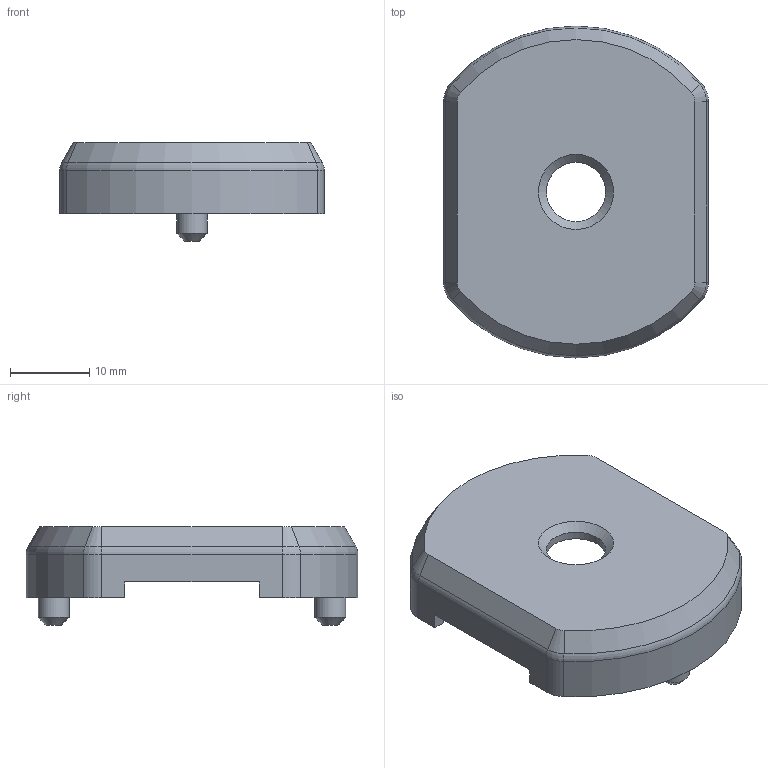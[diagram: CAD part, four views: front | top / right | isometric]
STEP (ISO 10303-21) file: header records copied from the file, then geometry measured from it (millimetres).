
FILE_DESCRIPTION(/* description */ ('STEP AP242','CAx-IF Rec.Pracs.---Representation and Presentation of Product Manufacturing Information (PMI)---4.0---2014-10-13','CAx-IF Rec.Pracs.---3D Tessellated Geometry---0.4---2014-09-14','2;1'),/* implementation_level */ '2;1');
FILE_NAME(/* name */ '627af7aff4a2fa0cc7d8759b',/* time_stamp */ '2022-05-10T23:39:27+00:00',/* author */ (''),/* organization */ (''),/* preprocessor_version */ 'ST-DEVELOPER v18.101',/* originating_system */ ' ',/* authorisation */ ' ');
FILE_SCHEMA (('AP242_MANAGED_MODEL_BASED_3D_ENGINEERING_MIM_LF { 1 0 10303 442 1 1 4 }'));
Length unit declared in the file: metre
Products named in the file (1): Camera
Bounding box: 33.5 x 42 x 12.5 mm (x, y, z)
Volume: 3820.3 mm3; surface area: 4459.1 mm2
Topology: 1 solids, 1 shells, 122 faces, 318 edges, 202 vertices
Faces by surface type: plane 54, cylinder 39, cone 23, torus 6
Full cylindrical faces by diameter (mm): 1.8 x2, 3.9 x2, 7.5 x1
Entity records: 3706 total; most frequent: CARTESIAN_POINT 675, DIRECTION 652, ORIENTED_EDGE 610, EDGE_CURVE 305, AXIS2_PLACEMENT_3D 238, VERTEX_POINT 199, LINE 176, VECTOR 176
